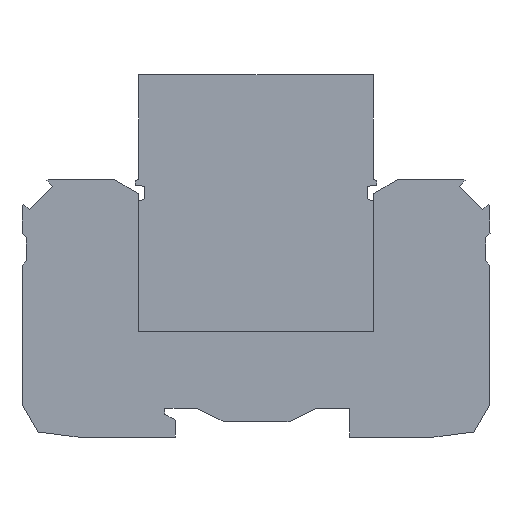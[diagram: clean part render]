
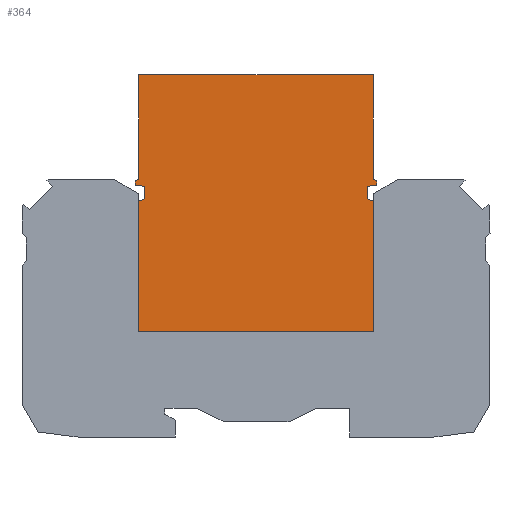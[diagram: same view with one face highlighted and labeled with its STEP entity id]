
A CAD part, left-side view. The second image highlights one B-rep face of the part: STEP entity #364.
In plain terms, the highlighted planar face has unit normal (-1, 0, 0).
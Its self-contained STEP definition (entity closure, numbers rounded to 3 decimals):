
#364=ADVANCED_FACE('',(#750),#751,.F.);
#750=FACE_OUTER_BOUND('',#1144,.T.);
#751=PLANE('',#1145);
#1144=EDGE_LOOP('',(#2219,#2220,#2221,#2222,#2223,#2224,#2225,#2226,#2227,#2228,#2229,#2230,#2231,#2232,#2233,#2234));
#1145=AXIS2_PLACEMENT_3D('',#2235,#2236,#2237);
#2219=ORIENTED_EDGE('',*,*,#2782,.F.);
#2220=ORIENTED_EDGE('',*,*,#2798,.F.);
#2221=ORIENTED_EDGE('',*,*,#2799,.F.);
#2222=ORIENTED_EDGE('',*,*,#2800,.F.);
#2223=ORIENTED_EDGE('',*,*,#2795,.F.);
#2224=ORIENTED_EDGE('',*,*,#2792,.F.);
#2225=ORIENTED_EDGE('',*,*,#2789,.F.);
#2226=ORIENTED_EDGE('',*,*,#2469,.T.);
#2227=ORIENTED_EDGE('',*,*,#2765,.T.);
#2228=ORIENTED_EDGE('',*,*,#2440,.T.);
#2229=ORIENTED_EDGE('',*,*,#2801,.F.);
#2230=ORIENTED_EDGE('',*,*,#2802,.F.);
#2231=ORIENTED_EDGE('',*,*,#2803,.F.);
#2232=ORIENTED_EDGE('',*,*,#2804,.F.);
#2233=ORIENTED_EDGE('',*,*,#2805,.F.);
#2234=ORIENTED_EDGE('',*,*,#2806,.F.);
#2235=CARTESIAN_POINT('',(0.9,53.138,69.5));
#2236=DIRECTION('',(1.0,0.0,0.0));
#2237=DIRECTION('',(0.0,0.0,-1.0));
#2440=EDGE_CURVE('',#2960,#2958,#2961,.T.);
#2469=EDGE_CURVE('',#3006,#3004,#3007,.T.);
#2765=EDGE_CURVE('',#3004,#2960,#3423,.T.);
#2782=EDGE_CURVE('',#3451,#3453,#3454,.T.);
#2789=EDGE_CURVE('',#3006,#3465,#3466,.T.);
#2792=EDGE_CURVE('',#3465,#3469,#3470,.T.);
#2795=EDGE_CURVE('',#3469,#3473,#3474,.T.);
#2798=EDGE_CURVE('',#3477,#3451,#3478,.T.);
#2799=EDGE_CURVE('',#3479,#3477,#3480,.T.);
#2800=EDGE_CURVE('',#3473,#3479,#3481,.T.);
#2801=EDGE_CURVE('',#3482,#2958,#3483,.T.);
#2802=EDGE_CURVE('',#3484,#3482,#3485,.T.);
#2803=EDGE_CURVE('',#3486,#3484,#3487,.T.);
#2804=EDGE_CURVE('',#3488,#3486,#3489,.T.);
#2805=EDGE_CURVE('',#3490,#3488,#3491,.T.);
#2806=EDGE_CURVE('',#3453,#3490,#3492,.T.);
#2958=VERTEX_POINT('',#3706);
#2960=VERTEX_POINT('',#3709);
#2961=LINE('',#3710,#3711);
#3004=VERTEX_POINT('',#3774);
#3006=VERTEX_POINT('',#3777);
#3007=LINE('',#3778,#3779);
#3423=LINE('',#4386,#4387);
#3451=VERTEX_POINT('',#4428);
#3453=VERTEX_POINT('',#4431);
#3454=LINE('',#4432,#4433);
#3465=VERTEX_POINT('',#4449);
#3466=LINE('',#4450,#4451);
#3469=VERTEX_POINT('',#4455);
#3470=LINE('',#4456,#4457);
#3473=VERTEX_POINT('',#4461);
#3474=LINE('',#4462,#4463);
#3477=VERTEX_POINT('',#4467);
#3478=LINE('',#4468,#4469);
#3479=VERTEX_POINT('',#4470);
#3480=LINE('',#4471,#4472);
#3481=LINE('',#4473,#4474);
#3482=VERTEX_POINT('',#4475);
#3483=LINE('',#4476,#4477);
#3484=VERTEX_POINT('',#4478);
#3485=LINE('',#4479,#4480);
#3486=VERTEX_POINT('',#4481);
#3487=LINE('',#4482,#4483);
#3488=VERTEX_POINT('',#4484);
#3489=LINE('',#4485,#4486);
#3490=VERTEX_POINT('',#4487);
#3491=LINE('',#4488,#4489);
#3492=LINE('',#4490,#4491);
#3706=CARTESIAN_POINT('',(0.9,22.35,45.245));
#3709=CARTESIAN_POINT('',(0.9,22.35,20.2));
#3710=CARTESIAN_POINT('',(0.9,22.35,44.528));
#3711=VECTOR('',#4603,1.0);
#3774=CARTESIAN_POINT('',(0.9,67.45,20.2));
#3777=CARTESIAN_POINT('',(0.9,67.45,45.245));
#3778=CARTESIAN_POINT('',(0.9,67.45,44.528));
#3779=VECTOR('',#4625,1.0);
#4386=CARTESIAN_POINT('',(0.9,81.092,20.2));
#4387=VECTOR('',#4859,1.0);
#4428=CARTESIAN_POINT('',(0.9,67.4,69.5));
#4431=CARTESIAN_POINT('',(0.9,22.4,69.5));
#4432=CARTESIAN_POINT('',(0.9,175.171,69.5));
#4433=VECTOR('',#4874,1.0);
#4449=CARTESIAN_POINT('',(0.9,66.217,45.694));
#4450=CARTESIAN_POINT('',(0.9,175.171,6.038));
#4451=VECTOR('',#4880,1.0);
#4455=CARTESIAN_POINT('',(0.9,66.217,48.138));
#4456=CARTESIAN_POINT('',(0.9,66.217,-164.868));
#4457=VECTOR('',#4882,1.0);
#4461=CARTESIAN_POINT('',(0.9,68.1,48.303));
#4462=CARTESIAN_POINT('',(0.9,175.171,57.67));
#4463=VECTOR('',#4884,1.0);
#4467=CARTESIAN_POINT('',(0.9,67.4,49.497));
#4468=CARTESIAN_POINT('',(0.9,67.4,-164.868));
#4469=VECTOR('',#4886,1.0);
#4470=CARTESIAN_POINT('',(0.9,68.1,49.185));
#4471=CARTESIAN_POINT('',(0.9,175.171,1.514));
#4472=VECTOR('',#4887,1.0);
#4473=CARTESIAN_POINT('',(0.9,68.1,-164.868));
#4474=VECTOR('',#4888,1.0);
#4475=CARTESIAN_POINT('',(0.9,23.583,45.694));
#4476=CARTESIAN_POINT('',(0.9,175.171,100.868));
#4477=VECTOR('',#4889,1.0);
#4478=CARTESIAN_POINT('',(0.9,23.583,48.138));
#4479=CARTESIAN_POINT('',(0.9,23.583,-164.868));
#4480=VECTOR('',#4890,1.0);
#4481=CARTESIAN_POINT('',(0.9,21.7,48.303));
#4482=CARTESIAN_POINT('',(0.9,175.171,34.876));
#4483=VECTOR('',#4891,1.0);
#4484=CARTESIAN_POINT('',(0.9,21.7,49.185));
#4485=CARTESIAN_POINT('',(0.9,21.7,-164.868));
#4486=VECTOR('',#4892,1.0);
#4487=CARTESIAN_POINT('',(0.9,22.4,49.497));
#4488=CARTESIAN_POINT('',(0.9,175.171,117.515));
#4489=VECTOR('',#4893,1.0);
#4490=CARTESIAN_POINT('',(0.9,22.4,-164.868));
#4491=VECTOR('',#4894,1.0);
#4603=DIRECTION('',(0.0,0.,1.0));
#4625=DIRECTION('',(0.0,0.,-1.0));
#4859=DIRECTION('',(0.0,-1.0,0.));
#4874=DIRECTION('',(0.0,-1.0,0.0));
#4880=DIRECTION('',(0.,-0.94,0.342));
#4882=DIRECTION('',(0.,0.,1.0));
#4884=DIRECTION('',(0.,0.996,0.087));
#4886=DIRECTION('',(0.0,0.0,1.0));
#4887=DIRECTION('',(0.,-0.914,0.407));
#4888=DIRECTION('',(0.0,0.0,1.0));
#4889=DIRECTION('',(0.,-0.94,-0.342));
#4890=DIRECTION('',(0.,0.,-1.0));
#4891=DIRECTION('',(0.,0.996,-0.087));
#4892=DIRECTION('',(0.0,0.0,-1.0));
#4893=DIRECTION('',(0.,-0.914,-0.407));
#4894=DIRECTION('',(0.0,0.0,-1.0));
